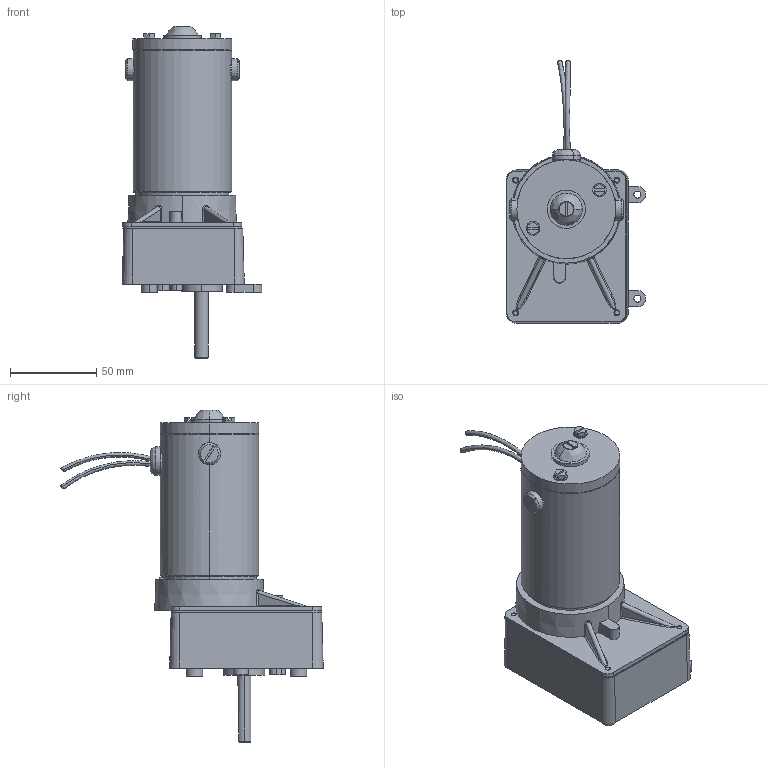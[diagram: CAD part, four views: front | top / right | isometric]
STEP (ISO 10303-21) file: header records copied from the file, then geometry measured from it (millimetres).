
FILE_DESCRIPTION (( 'STEP AP214' ), '1' );
FILE_NAME ('VP1C-90V-2094.STEP', '2025-01-23T15:55:01', ( '' ), ( '' ), 'SwSTEP 2.0', 'SolidWorks 2021', '' );
FILE_SCHEMA (( 'AUTOMOTIVE_DESIGN' ));
Length unit declared in the file: inch
Products named in the file (1): VP1C-90V-2094
Bounding box: 80.86 x 152.13 x 192.47 mm (x, y, z)
Volume: 224656.8 mm3; surface area: 146224 mm2
Topology: 34 solids, 34 shells, 1338 faces, 3442 edges, 2247 vertices
Faces by surface type: cylinder 580, plane 477, cone 175, bspline 106
Entity records: 46365 total; most frequent: CARTESIAN_POINT 12945, DIRECTION 7018, ORIENTED_EDGE 6884, EDGE_CURVE 3442, AXIS2_PLACEMENT_3D 2700, VERTEX_POINT 2247, VECTOR 1618, LINE 1618
